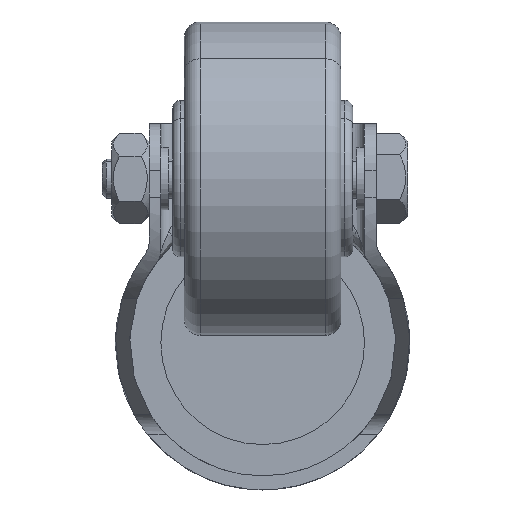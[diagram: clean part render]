
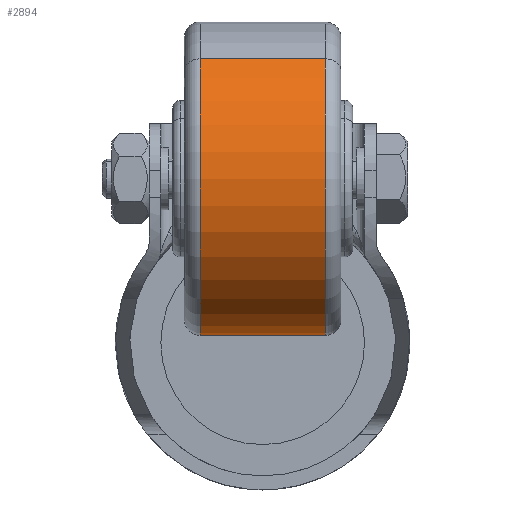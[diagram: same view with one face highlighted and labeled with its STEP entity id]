
A CAD part, front view. The second image highlights one B-rep face of the part: STEP entity #2894.
In plain terms, the highlighted cylindrical face has radius 20 mm (diameter 40 mm), a partial arc.
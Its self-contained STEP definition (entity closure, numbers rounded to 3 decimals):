
#230 = AXIS2_PLACEMENT_3D ( 'NONE', #4059, #4489, #4145 ) ;
#288 = AXIS2_PLACEMENT_3D ( 'NONE', #2474, #5117, #335 ) ;
#335 = DIRECTION ( 'NONE',  ( -1., 0., 0. ) ) ;
#430 = DIRECTION ( 'NONE',  ( 0., 0., -1. ) ) ;
#845 = VERTEX_POINT ( 'NONE', #1429 ) ;
#934 = CARTESIAN_POINT ( 'NONE',  ( 0., 0., 8. ) ) ;
#1160 = CYLINDRICAL_SURFACE ( 'NONE', #288, 20. ) ;
#1251 = ORIENTED_EDGE ( 'NONE', *, *, #5084, .T. ) ;
#1429 = CARTESIAN_POINT ( 'NONE',  ( 20., 0., 8. ) ) ;
#1805 = LINE ( 'NONE', #4320, #5375 ) ;
#2052 = CARTESIAN_POINT ( 'NONE',  ( 20., 0., -8. ) ) ;
#2224 = DIRECTION ( 'NONE',  ( 0., 0., -1. ) ) ;
#2474 = CARTESIAN_POINT ( 'NONE',  ( 0., 0., 10. ) ) ;
#2633 = DIRECTION ( 'NONE',  ( 1., 0., 0. ) ) ;
#2695 = EDGE_CURVE ( 'NONE', #845, #3124, #4896, .T. ) ;
#2791 = ORIENTED_EDGE ( 'NONE', *, *, #5294, .F. ) ;
#2894 = ADVANCED_FACE ( 'NONE', ( #3422 ), #1160, .T. ) ;
#2989 = CARTESIAN_POINT ( 'NONE',  ( -20., 0., -8. ) ) ;
#3029 = VERTEX_POINT ( 'NONE', #2052 ) ;
#3103 = EDGE_LOOP ( 'NONE', ( #2791, #3255, #4363, #1251 ) ) ;
#3124 = VERTEX_POINT ( 'NONE', #4994 ) ;
#3217 = VERTEX_POINT ( 'NONE', #2989 ) ;
#3255 = ORIENTED_EDGE ( 'NONE', *, *, #2695, .T. ) ;
#3422 = FACE_OUTER_BOUND ( 'NONE', #3103, .T. ) ;
#4059 = CARTESIAN_POINT ( 'NONE',  ( 0., 0., -8. ) ) ;
#4122 = EDGE_CURVE ( 'NONE', #3124, #3217, #1805, .T. ) ;
#4145 = DIRECTION ( 'NONE',  ( 1., 0., 0. ) ) ;
#4273 = AXIS2_PLACEMENT_3D ( 'NONE', #934, #4845, #2633 ) ;
#4320 = CARTESIAN_POINT ( 'NONE',  ( -20., 0., 10. ) ) ;
#4363 = ORIENTED_EDGE ( 'NONE', *, *, #4122, .T. ) ;
#4489 = DIRECTION ( 'NONE',  ( 0., 0., 1. ) ) ;
#4568 = CIRCLE ( 'NONE', #230, 20. ) ;
#4680 = CARTESIAN_POINT ( 'NONE',  ( 20., 0., 10. ) ) ;
#4845 = DIRECTION ( 'NONE',  ( 0., 0., -1. ) ) ;
#4896 = CIRCLE ( 'NONE', #4273, 20. ) ;
#4994 = CARTESIAN_POINT ( 'NONE',  ( -20., 0., 8. ) ) ;
#5084 = EDGE_CURVE ( 'NONE', #3217, #3029, #4568, .T. ) ;
#5117 = DIRECTION ( 'NONE',  ( 0., 0., -1. ) ) ;
#5294 = EDGE_CURVE ( 'NONE', #845, #3029, #5482, .T. ) ;
#5375 = VECTOR ( 'NONE', #430, 1000. ) ;
#5472 = VECTOR ( 'NONE', #2224, 1000. ) ;
#5482 = LINE ( 'NONE', #4680, #5472 ) ;
